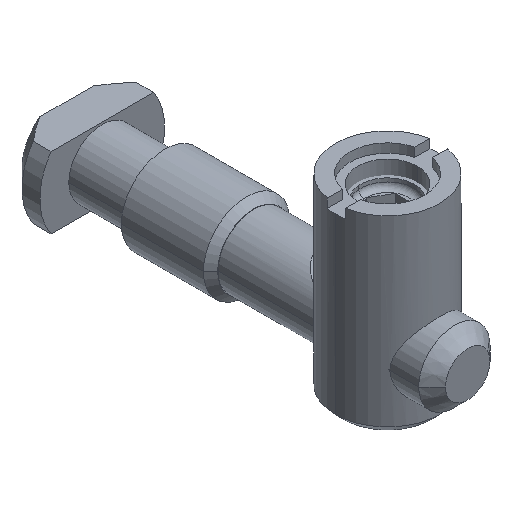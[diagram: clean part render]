
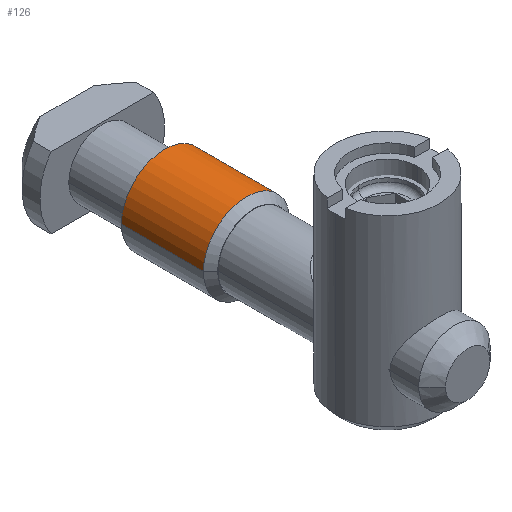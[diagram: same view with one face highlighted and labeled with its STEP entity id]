
A CAD part, isometric view. The second image highlights one B-rep face of the part: STEP entity #126.
In plain terms, the highlighted cylindrical face has radius 4.85 mm (diameter 9.7 mm), a partial arc.
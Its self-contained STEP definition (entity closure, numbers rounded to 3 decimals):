
#5 = VECTOR ( 'NONE', #1341, 1000. ) ;
#13 = DIRECTION ( 'NONE',  ( 1., 0., 0. ) ) ;
#126 = ADVANCED_FACE ( 'NONE', ( #382 ), #190, .T. ) ;
#190 = CYLINDRICAL_SURFACE ( 'NONE', #773, 4.85 ) ;
#210 = AXIS2_PLACEMENT_3D ( 'NONE', #1452, #264, #1126 ) ;
#264 = DIRECTION ( 'NONE',  ( -1., 0., 0. ) ) ;
#366 = CARTESIAN_POINT ( 'NONE',  ( -10., 0., 4.85 ) ) ;
#382 = FACE_OUTER_BOUND ( 'NONE', #2257, .T. ) ;
#391 = EDGE_CURVE ( 'NONE', #607, #1547, #697, .T. ) ;
#452 = CARTESIAN_POINT ( 'NONE',  ( -10., 0., 4.85 ) ) ;
#552 = CARTESIAN_POINT ( 'NONE',  ( -10., 0., 0. ) ) ;
#607 = VERTEX_POINT ( 'NONE', #1700 ) ;
#697 = CIRCLE ( 'NONE', #1853, 4.85 ) ;
#773 = AXIS2_PLACEMENT_3D ( 'NONE', #552, #13, #1750 ) ;
#779 = ORIENTED_EDGE ( 'NONE', *, *, #921, .F. ) ;
#847 = CARTESIAN_POINT ( 'NONE',  ( -10., 0., -4.85 ) ) ;
#921 = EDGE_CURVE ( 'NONE', #2117, #1547, #999, .T. ) ;
#947 = EDGE_CURVE ( 'NONE', #2151, #607, #1850, .T. ) ;
#999 = LINE ( 'NONE', #847, #5 ) ;
#1126 = DIRECTION ( 'NONE',  ( 0., 0., 1. ) ) ;
#1235 = DIRECTION ( 'NONE',  ( 0., 0., 1. ) ) ;
#1259 = CARTESIAN_POINT ( 'NONE',  ( -0.8, 0., 0. ) ) ;
#1341 = DIRECTION ( 'NONE',  ( 1., 0., 0. ) ) ;
#1397 = ORIENTED_EDGE ( 'NONE', *, *, #391, .T. ) ;
#1423 = EDGE_CURVE ( 'NONE', #2151, #2117, #2175, .T. ) ;
#1441 = VECTOR ( 'NONE', #1699, 1000. ) ;
#1452 = CARTESIAN_POINT ( 'NONE',  ( -10., 0., 0. ) ) ;
#1547 = VERTEX_POINT ( 'NONE', #1701 ) ;
#1699 = DIRECTION ( 'NONE',  ( 1., 0., 0. ) ) ;
#1700 = CARTESIAN_POINT ( 'NONE',  ( -0.8, 0., 4.85 ) ) ;
#1701 = CARTESIAN_POINT ( 'NONE',  ( -0.8, 0., -4.85 ) ) ;
#1732 = CARTESIAN_POINT ( 'NONE',  ( -10., 0., -4.85 ) ) ;
#1750 = DIRECTION ( 'NONE',  ( 0., 0., -1. ) ) ;
#1850 = LINE ( 'NONE', #452, #1441 ) ;
#1853 = AXIS2_PLACEMENT_3D ( 'NONE', #1259, #1947, #1235 ) ;
#1947 = DIRECTION ( 'NONE',  ( -1., 0., 0. ) ) ;
#1982 = ORIENTED_EDGE ( 'NONE', *, *, #1423, .F. ) ;
#2117 = VERTEX_POINT ( 'NONE', #1732 ) ;
#2151 = VERTEX_POINT ( 'NONE', #366 ) ;
#2159 = ORIENTED_EDGE ( 'NONE', *, *, #947, .T. ) ;
#2175 = CIRCLE ( 'NONE', #210, 4.85 ) ;
#2257 = EDGE_LOOP ( 'NONE', ( #1982, #2159, #1397, #779 ) ) ;
